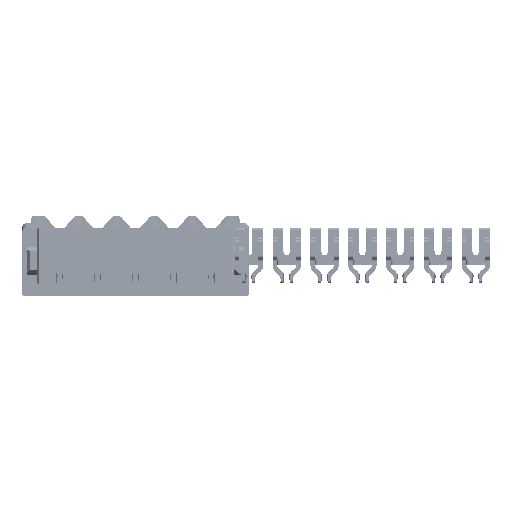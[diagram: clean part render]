
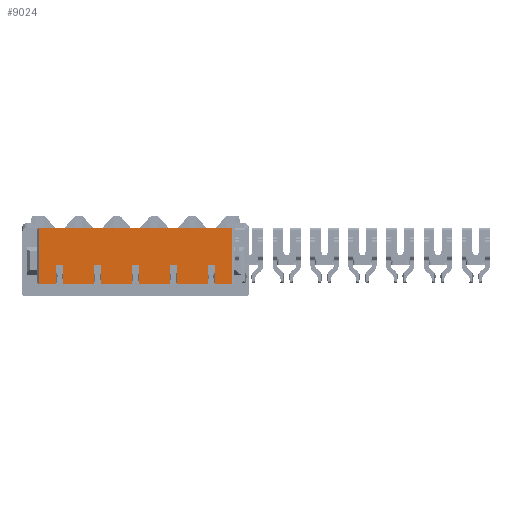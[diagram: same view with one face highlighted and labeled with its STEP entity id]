
A CAD part, front view. The second image highlights one B-rep face of the part: STEP entity #9024.
In plain terms, the highlighted face is planar.
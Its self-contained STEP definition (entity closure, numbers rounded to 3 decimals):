
#423=LINE('',#19594,#1518);
#428=LINE('',#19604,#1523);
#431=LINE('',#19610,#1526);
#879=LINE('',#20644,#1974);
#881=LINE('',#20648,#1976);
#883=LINE('',#20652,#1978);
#885=LINE('',#20656,#1980);
#887=LINE('',#20660,#1982);
#889=LINE('',#20664,#1984);
#891=LINE('',#20668,#1986);
#893=LINE('',#20672,#1988);
#895=LINE('',#20676,#1990);
#897=LINE('',#20680,#1992);
#899=LINE('',#20684,#1994);
#901=LINE('',#20688,#1996);
#903=LINE('',#20692,#1998);
#905=LINE('',#20696,#2000);
#907=LINE('',#20700,#2002);
#909=LINE('',#20704,#2004);
#911=LINE('',#20708,#2006);
#912=LINE('',#20710,#2007);
#913=LINE('',#20712,#2008);
#914=LINE('',#20714,#2009);
#915=LINE('',#20716,#2010);
#1518=VECTOR('',#10523,1000.);
#1523=VECTOR('',#10532,1000.);
#1526=VECTOR('',#10539,1000.);
#1974=VECTOR('',#11509,1000.);
#1976=VECTOR('',#11513,1000.);
#1978=VECTOR('',#11517,1000.);
#1980=VECTOR('',#11521,1000.);
#1982=VECTOR('',#11525,1000.);
#1984=VECTOR('',#11529,1000.);
#1986=VECTOR('',#11533,1000.);
#1988=VECTOR('',#11537,1000.);
#1990=VECTOR('',#11541,1000.);
#1992=VECTOR('',#11545,1000.);
#1994=VECTOR('',#11549,1000.);
#1996=VECTOR('',#11553,1000.);
#1998=VECTOR('',#11557,1000.);
#2000=VECTOR('',#11561,1000.);
#2002=VECTOR('',#11565,1000.);
#2004=VECTOR('',#11569,1000.);
#2006=VECTOR('',#11573,1000.);
#2007=VECTOR('',#11576,1000.);
#2008=VECTOR('',#11579,1000.);
#2009=VECTOR('',#11582,1000.);
#2010=VECTOR('',#11585,1000.);
#4087=ORIENTED_EDGE('',*,*,#5477,.F.);
#4088=ORIENTED_EDGE('',*,*,#6040,.F.);
#4089=ORIENTED_EDGE('',*,*,#6039,.T.);
#4090=ORIENTED_EDGE('',*,*,#6038,.F.);
#4091=ORIENTED_EDGE('',*,*,#6037,.T.);
#4092=ORIENTED_EDGE('',*,*,#6036,.F.);
#4093=ORIENTED_EDGE('',*,*,#6034,.F.);
#4094=ORIENTED_EDGE('',*,*,#6032,.F.);
#4095=ORIENTED_EDGE('',*,*,#6030,.F.);
#4096=ORIENTED_EDGE('',*,*,#6028,.F.);
#4097=ORIENTED_EDGE('',*,*,#6026,.F.);
#4098=ORIENTED_EDGE('',*,*,#6024,.F.);
#4099=ORIENTED_EDGE('',*,*,#6022,.F.);
#4100=ORIENTED_EDGE('',*,*,#6020,.F.);
#4101=ORIENTED_EDGE('',*,*,#6018,.F.);
#4102=ORIENTED_EDGE('',*,*,#6016,.F.);
#4103=ORIENTED_EDGE('',*,*,#6014,.F.);
#4104=ORIENTED_EDGE('',*,*,#6012,.F.);
#4105=ORIENTED_EDGE('',*,*,#6010,.F.);
#4106=ORIENTED_EDGE('',*,*,#6008,.F.);
#4107=ORIENTED_EDGE('',*,*,#6006,.F.);
#4108=ORIENTED_EDGE('',*,*,#6004,.F.);
#4109=ORIENTED_EDGE('',*,*,#5480,.F.);
#4110=ORIENTED_EDGE('',*,*,#5472,.F.);
#5472=EDGE_CURVE('',#6726,#6727,#423,.T.);
#5477=EDGE_CURVE('',#6729,#6726,#428,.T.);
#5480=EDGE_CURVE('',#6727,#6731,#431,.T.);
#6004=EDGE_CURVE('',#6731,#7056,#879,.T.);
#6006=EDGE_CURVE('',#7056,#7057,#881,.T.);
#6008=EDGE_CURVE('',#7057,#7058,#883,.T.);
#6010=EDGE_CURVE('',#7058,#7059,#885,.T.);
#6012=EDGE_CURVE('',#7059,#7060,#887,.T.);
#6014=EDGE_CURVE('',#7060,#7061,#889,.T.);
#6016=EDGE_CURVE('',#7061,#7062,#891,.T.);
#6018=EDGE_CURVE('',#7062,#7063,#893,.T.);
#6020=EDGE_CURVE('',#7063,#7064,#895,.T.);
#6022=EDGE_CURVE('',#7064,#7065,#897,.T.);
#6024=EDGE_CURVE('',#7065,#7066,#899,.T.);
#6026=EDGE_CURVE('',#7066,#7067,#901,.T.);
#6028=EDGE_CURVE('',#7067,#7068,#903,.T.);
#6030=EDGE_CURVE('',#7068,#7069,#905,.T.);
#6032=EDGE_CURVE('',#7069,#7070,#907,.T.);
#6034=EDGE_CURVE('',#7070,#7071,#909,.T.);
#6036=EDGE_CURVE('',#7071,#6897,#911,.T.);
#6037=EDGE_CURVE('',#7040,#6897,#912,.T.);
#6038=EDGE_CURVE('',#7040,#7038,#913,.T.);
#6039=EDGE_CURVE('',#7054,#7038,#914,.T.);
#6040=EDGE_CURVE('',#7054,#6729,#915,.T.);
#6726=VERTEX_POINT('',#19593);
#6727=VERTEX_POINT('',#19595);
#6729=VERTEX_POINT('',#19603);
#6731=VERTEX_POINT('',#19611);
#6897=VERTEX_POINT('',#20040);
#7038=VERTEX_POINT('',#20562);
#7040=VERTEX_POINT('',#20568);
#7054=VERTEX_POINT('',#20632);
#7056=VERTEX_POINT('',#20645);
#7057=VERTEX_POINT('',#20649);
#7058=VERTEX_POINT('',#20653);
#7059=VERTEX_POINT('',#20657);
#7060=VERTEX_POINT('',#20661);
#7061=VERTEX_POINT('',#20665);
#7062=VERTEX_POINT('',#20669);
#7063=VERTEX_POINT('',#20673);
#7064=VERTEX_POINT('',#20677);
#7065=VERTEX_POINT('',#20681);
#7066=VERTEX_POINT('',#20685);
#7067=VERTEX_POINT('',#20689);
#7068=VERTEX_POINT('',#20693);
#7069=VERTEX_POINT('',#20697);
#7070=VERTEX_POINT('',#20701);
#7071=VERTEX_POINT('',#20705);
#7740=EDGE_LOOP('',(#4087,#4088,#4089,#4090,#4091,#4092,#4093,#4094,#4095,
#4096,#4097,#4098,#4099,#4100,#4101,#4102,#4103,#4104,#4105,#4106,#4107,
#4108,#4109,#4110));
#8207=FACE_BOUND('',#7740,.T.);
#8613=PLANE('',#9693);
#9024=ADVANCED_FACE('',(#8207),#8613,.T.);
#9693=AXIS2_PLACEMENT_3D('',#20717,#11586,#11587);
#10523=DIRECTION('',(1.,0.,0.));
#10532=DIRECTION('',(0.,0.,1.));
#10539=DIRECTION('',(0.,0.,-1.));
#11509=DIRECTION('',(1.,0.,0.));
#11513=DIRECTION('',(0.,0.,1.));
#11517=DIRECTION('',(1.,0.,0.));
#11521=DIRECTION('',(0.,0.,-1.));
#11525=DIRECTION('',(1.,0.,0.));
#11529=DIRECTION('',(0.,0.,1.));
#11533=DIRECTION('',(1.,0.,0.));
#11537=DIRECTION('',(0.,0.,-1.));
#11541=DIRECTION('',(1.,0.,0.));
#11545=DIRECTION('',(0.,0.,1.));
#11549=DIRECTION('',(1.,0.,0.));
#11553=DIRECTION('',(0.,0.,-1.));
#11557=DIRECTION('',(1.,0.,0.));
#11561=DIRECTION('',(0.,0.,1.));
#11565=DIRECTION('',(1.,0.,0.));
#11569=DIRECTION('',(0.,0.,-1.));
#11573=DIRECTION('',(1.,0.,0.));
#11576=DIRECTION('',(0.,0.,-1.));
#11579=DIRECTION('',(-1.,0.,0.));
#11582=DIRECTION('',(0.,0.,1.));
#11585=DIRECTION('',(1.,0.,0.));
#11586=DIRECTION('',(0.,1.,0.));
#11587=DIRECTION('',(0.,0.,1.));
#19593=CARTESIAN_POINT('',(-1.675,2.9,-0.2));
#19594=CARTESIAN_POINT('',(0.,2.9,-0.2));
#19595=CARTESIAN_POINT('',(-1.525,2.9,-0.2));
#19603=CARTESIAN_POINT('',(-1.675,2.9,-0.6));
#19604=CARTESIAN_POINT('',(-1.675,2.9,-0.6));
#19610=CARTESIAN_POINT('',(-1.525,2.9,-0.2));
#19611=CARTESIAN_POINT('',(-1.525,2.9,-0.6));
#20040=CARTESIAN_POINT('',(2.04,2.9,-0.6));
#20562=CARTESIAN_POINT('',(-2.04,2.9,0.6));
#20568=CARTESIAN_POINT('',(2.04,2.9,0.6));
#20632=CARTESIAN_POINT('',(-2.04,2.9,-0.6));
#20644=CARTESIAN_POINT('',(0.,2.9,-0.6));
#20645=CARTESIAN_POINT('',(-0.875,2.9,-0.6));
#20648=CARTESIAN_POINT('',(-0.875,2.9,-0.6));
#20649=CARTESIAN_POINT('',(-0.875,2.9,-0.2));
#20652=CARTESIAN_POINT('',(0.,2.9,-0.2));
#20653=CARTESIAN_POINT('',(-0.725,2.9,-0.2));
#20656=CARTESIAN_POINT('',(-0.725,2.9,-0.2));
#20657=CARTESIAN_POINT('',(-0.725,2.9,-0.6));
#20660=CARTESIAN_POINT('',(0.,2.9,-0.6));
#20661=CARTESIAN_POINT('',(-0.075,2.9,-0.6));
#20664=CARTESIAN_POINT('',(-0.075,2.9,-0.6));
#20665=CARTESIAN_POINT('',(-0.075,2.9,-0.2));
#20668=CARTESIAN_POINT('',(0.,2.9,-0.2));
#20669=CARTESIAN_POINT('',(0.075,2.9,-0.2));
#20672=CARTESIAN_POINT('',(0.075,2.9,-0.2));
#20673=CARTESIAN_POINT('',(0.075,2.9,-0.6));
#20676=CARTESIAN_POINT('',(0.,2.9,-0.6));
#20677=CARTESIAN_POINT('',(0.725,2.9,-0.6));
#20680=CARTESIAN_POINT('',(0.725,2.9,-0.6));
#20681=CARTESIAN_POINT('',(0.725,2.9,-0.2));
#20684=CARTESIAN_POINT('',(0.,2.9,-0.2));
#20685=CARTESIAN_POINT('',(0.875,2.9,-0.2));
#20688=CARTESIAN_POINT('',(0.875,2.9,-0.2));
#20689=CARTESIAN_POINT('',(0.875,2.9,-0.6));
#20692=CARTESIAN_POINT('',(0.,2.9,-0.6));
#20693=CARTESIAN_POINT('',(1.525,2.9,-0.6));
#20696=CARTESIAN_POINT('',(1.525,2.9,-0.6));
#20697=CARTESIAN_POINT('',(1.525,2.9,-0.2));
#20700=CARTESIAN_POINT('',(1.675,2.9,-0.2));
#20701=CARTESIAN_POINT('',(1.675,2.9,-0.2));
#20704=CARTESIAN_POINT('',(1.675,2.9,-0.2));
#20705=CARTESIAN_POINT('',(1.675,2.9,-0.6));
#20708=CARTESIAN_POINT('',(0.,2.9,-0.6));
#20710=CARTESIAN_POINT('',(2.04,2.9,0.));
#20712=CARTESIAN_POINT('',(0.,2.9,0.6));
#20714=CARTESIAN_POINT('',(-2.04,2.9,0.));
#20716=CARTESIAN_POINT('',(0.,2.9,-0.6));
#20717=CARTESIAN_POINT('',(0.,2.9,0.));
